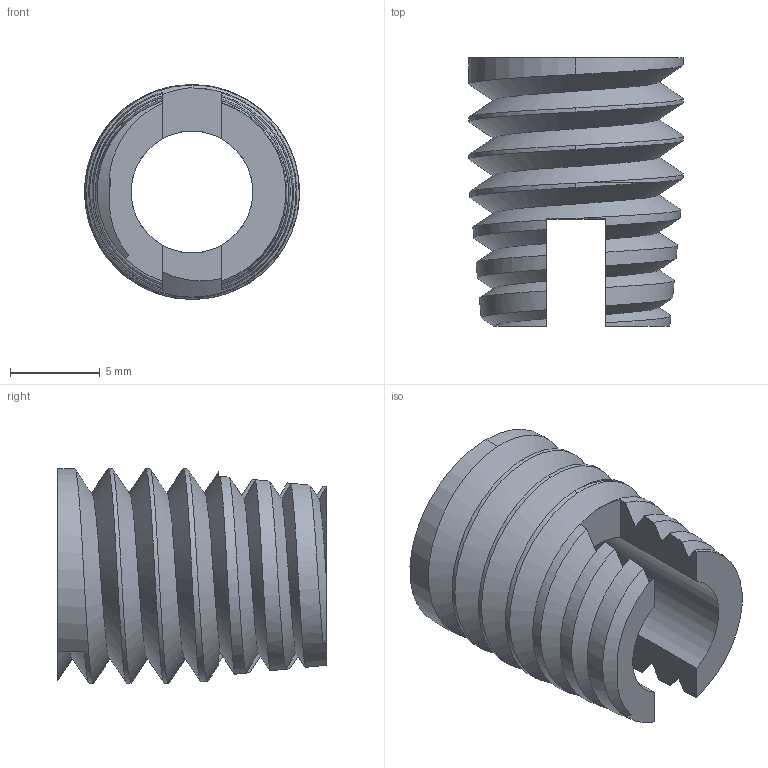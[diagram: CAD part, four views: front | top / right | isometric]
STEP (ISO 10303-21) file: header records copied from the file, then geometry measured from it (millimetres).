
FILE_DESCRIPTION (( 'STEP AP203' ), '1' );
FILE_NAME ('084.312.003.STEP', '2013-01-25T07:32:20', ( 'Alusic' ), ( 'Alusic' ), 'SwSTEP 2.0', 'SolidWorks 2011', '' );
FILE_SCHEMA (( 'CONFIG_CONTROL_DESIGN' ));
Length unit declared in the file: millimetre
Products named in the file (1): 084.312.003
Bounding box: 12 x 15 x 12 mm (x, y, z)
Volume: 736.4 mm3; surface area: 1183.6 mm2
Topology: 1 solids, 1 shells, 43 faces, 126 edges, 84 vertices
Faces by surface type: bspline 13, plane 11, cone 10, cylinder 9
Entity records: 4411 total; most frequent: CARTESIAN_POINT 3403, ORIENTED_EDGE 252, EDGE_CURVE 126, DIRECTION 122, VERTEX_POINT 84, B_SPLINE_CURVE_WITH_KNOTS 61, AXIS2_PLACEMENT_3D 46, EDGE_LOOP 44
